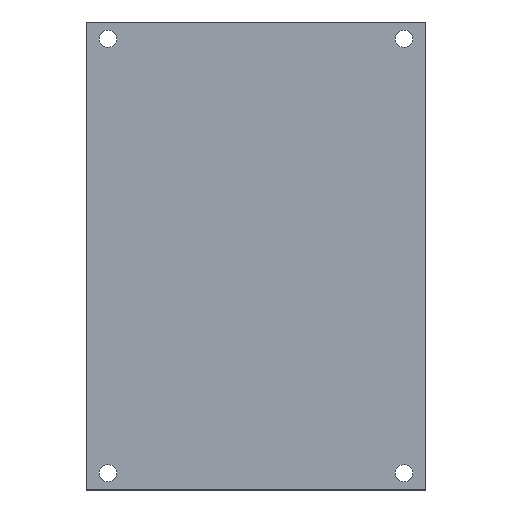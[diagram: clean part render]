
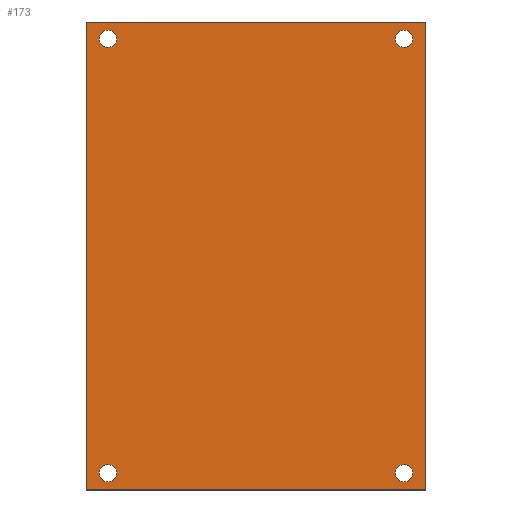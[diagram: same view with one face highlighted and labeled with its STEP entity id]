
A CAD part, top view. The second image highlights one B-rep face of the part: STEP entity #173.
In plain terms, the highlighted planar face has unit normal (0, 0, 1).
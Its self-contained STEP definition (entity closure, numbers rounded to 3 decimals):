
#1 = CARTESIAN_POINT ( 'NONE',  ( -54.1, 79.4, 2. ) ) ;
#2 = DIRECTION ( 'NONE',  ( 0., 0., 1. ) ) ;
#3 = DIRECTION ( 'NONE',  ( 1., 0., 0. ) ) ;
#4 = ORIENTED_EDGE ( 'NONE', *, *, #5, .F. ) ;
#5 = EDGE_CURVE ( 'NONE', #164, #162, #123, .T. ) ;
#6 = EDGE_LOOP ( 'NONE', ( #7, #175, #53, #48 ) ) ;
#7 = ORIENTED_EDGE ( 'NONE', *, *, #8, .T. ) ;
#8 = EDGE_CURVE ( 'NONE', #81, #163, #284, .T. ) ;
#9 = VERTEX_POINT ( 'NONE', #211 ) ;
#24 = EDGE_CURVE ( 'NONE', #104, #105, #209, .T. ) ;
#25 = EDGE_CURVE ( 'NONE', #163, #54, #205, .T. ) ;
#38 = EDGE_CURVE ( 'NONE', #98, #81, #275, .T. ) ;
#39 = ORIENTED_EDGE ( 'NONE', *, *, #117, .F. ) ;
#40 = EDGE_CURVE ( 'NONE', #119, #118, #271, .T. ) ;
#48 = ORIENTED_EDGE ( 'NONE', *, *, #38, .T. ) ;
#51 = EDGE_CURVE ( 'NONE', #52, #9, #256, .T. ) ;
#52 = VERTEX_POINT ( 'NONE', #311 ) ;
#53 = ORIENTED_EDGE ( 'NONE', *, *, #99, .T. ) ;
#54 = VERTEX_POINT ( 'NONE', #310 ) ;
#81 = VERTEX_POINT ( 'NONE', #365 ) ;
#92 = EDGE_CURVE ( 'NONE', #9, #52, #188, .T. ) ;
#97 = EDGE_LOOP ( 'NONE', ( #100, #101 ) ) ;
#98 = VERTEX_POINT ( 'NONE', #214 ) ;
#99 = EDGE_CURVE ( 'NONE', #54, #98, #213, .T. ) ;
#100 = ORIENTED_EDGE ( 'NONE', *, *, #51, .F. ) ;
#101 = ORIENTED_EDGE ( 'NONE', *, *, #92, .F. ) ;
#102 = EDGE_LOOP ( 'NONE', ( #39, #103 ) ) ;
#103 = ORIENTED_EDGE ( 'NONE', *, *, #40, .F. ) ;
#104 = VERTEX_POINT ( 'NONE', #341 ) ;
#105 = VERTEX_POINT ( 'NONE', #340 ) ;
#117 = EDGE_CURVE ( 'NONE', #118, #119, #321, .T. ) ;
#118 = VERTEX_POINT ( 'NONE', #313 ) ;
#119 = VERTEX_POINT ( 'NONE', #312 ) ;
#122 = AXIS2_PLACEMENT_3D ( 'NONE', #1, #2, #3 ) ;
#123 = CIRCLE ( 'NONE', #122, 3.175 ) ;
#147 = EDGE_LOOP ( 'NONE', ( #151, #4 ) ) ;
#149 = EDGE_LOOP ( 'NONE', ( #168, #169 ) ) ;
#151 = ORIENTED_EDGE ( 'NONE', *, *, #161, .F. ) ;
#161 = EDGE_CURVE ( 'NONE', #162, #164, #428, .T. ) ;
#162 = VERTEX_POINT ( 'NONE', #471 ) ;
#163 = VERTEX_POINT ( 'NONE', #470 ) ;
#164 = VERTEX_POINT ( 'NONE', #469 ) ;
#168 = ORIENTED_EDGE ( 'NONE', *, *, #24, .F. ) ;
#169 = ORIENTED_EDGE ( 'NONE', *, *, #170, .F. ) ;
#170 = EDGE_CURVE ( 'NONE', #105, #104, #467, .T. ) ;
#173 = ADVANCED_FACE ( 'NONE', ( #413, #498, #497, #496, #495 ), #494, .T. ) ;
#175 = ORIENTED_EDGE ( 'NONE', *, *, #25, .T. ) ;
#184 = DIRECTION ( 'NONE',  ( 1., 0., 0. ) ) ;
#185 = DIRECTION ( 'NONE',  ( 0., 0., 1. ) ) ;
#186 = CARTESIAN_POINT ( 'NONE',  ( 54.1, 79.4, 2. ) ) ;
#187 = AXIS2_PLACEMENT_3D ( 'NONE', #186, #185, #184 ) ;
#188 = CIRCLE ( 'NONE', #187, 3.175 ) ;
#202 = DIRECTION ( 'NONE',  ( 1., 0., 0. ) ) ;
#203 = VECTOR ( 'NONE', #202, 1000. ) ;
#204 = CARTESIAN_POINT ( 'NONE',  ( -62., -85.5, 2. ) ) ;
#205 = LINE ( 'NONE', #204, #203 ) ;
#206 = DIRECTION ( 'NONE',  ( 1., 0., 0. ) ) ;
#207 = DIRECTION ( 'NONE',  ( 0., 0., 1. ) ) ;
#208 = AXIS2_PLACEMENT_3D ( 'NONE', #374, #207, #206 ) ;
#209 = CIRCLE ( 'NONE', #208, 3.175 ) ;
#211 = CARTESIAN_POINT ( 'NONE',  ( 57.275, 79.4, 2. ) ) ;
#212 = CARTESIAN_POINT ( 'NONE',  ( 62., 85.5, 2. ) ) ;
#213 = LINE ( 'NONE', #212, #343 ) ;
#214 = CARTESIAN_POINT ( 'NONE',  ( 62., 85.5, 2. ) ) ;
#252 = DIRECTION ( 'NONE',  ( 1., 0., 0. ) ) ;
#253 = DIRECTION ( 'NONE',  ( 0., 0., 1. ) ) ;
#254 = CARTESIAN_POINT ( 'NONE',  ( 54.1, 79.4, 2. ) ) ;
#255 = AXIS2_PLACEMENT_3D ( 'NONE', #254, #253, #252 ) ;
#256 = CIRCLE ( 'NONE', #255, 3.175 ) ;
#267 = DIRECTION ( 'NONE',  ( 1., 0., 0. ) ) ;
#268 = DIRECTION ( 'NONE',  ( 0., 0., 1. ) ) ;
#269 = CARTESIAN_POINT ( 'NONE',  ( -54.1, -79.4, 2. ) ) ;
#270 = AXIS2_PLACEMENT_3D ( 'NONE', #269, #268, #267 ) ;
#271 = CIRCLE ( 'NONE', #270, 3.175 ) ;
#272 = DIRECTION ( 'NONE',  ( -1., 0., 0. ) ) ;
#273 = VECTOR ( 'NONE', #272, 1000. ) ;
#274 = CARTESIAN_POINT ( 'NONE',  ( -62., 85.5, 2. ) ) ;
#275 = LINE ( 'NONE', #274, #273 ) ;
#281 = DIRECTION ( 'NONE',  ( 0., -1., 0. ) ) ;
#282 = VECTOR ( 'NONE', #281, 1000. ) ;
#283 = CARTESIAN_POINT ( 'NONE',  ( -62., 85.5, 2. ) ) ;
#284 = LINE ( 'NONE', #283, #282 ) ;
#310 = CARTESIAN_POINT ( 'NONE',  ( 62., -85.5, 2. ) ) ;
#311 = CARTESIAN_POINT ( 'NONE',  ( 50.925, 79.4, 2. ) ) ;
#312 = CARTESIAN_POINT ( 'NONE',  ( -50.925, -79.4, 2. ) ) ;
#313 = CARTESIAN_POINT ( 'NONE',  ( -57.275, -79.4, 2. ) ) ;
#314 = DIRECTION ( 'NONE',  ( 1., 0., 0. ) ) ;
#315 = DIRECTION ( 'NONE',  ( 0., 0., 1. ) ) ;
#316 = CARTESIAN_POINT ( 'NONE',  ( -54.1, -79.4, 2. ) ) ;
#317 = AXIS2_PLACEMENT_3D ( 'NONE', #316, #315, #314 ) ;
#321 = CIRCLE ( 'NONE', #317, 3.175 ) ;
#340 = CARTESIAN_POINT ( 'NONE',  ( 57.275, -79.4, 2. ) ) ;
#341 = CARTESIAN_POINT ( 'NONE',  ( 50.925, -79.4, 2. ) ) ;
#342 = DIRECTION ( 'NONE',  ( 0., 1., 0. ) ) ;
#343 = VECTOR ( 'NONE', #342, 1000. ) ;
#365 = CARTESIAN_POINT ( 'NONE',  ( -62., 85.5, 2. ) ) ;
#374 = CARTESIAN_POINT ( 'NONE',  ( 54.1, -79.4, 2. ) ) ;
#413 = FACE_BOUND ( 'NONE', #149, .T. ) ;
#425 = DIRECTION ( 'NONE',  ( 0., 0., 1. ) ) ;
#426 = CARTESIAN_POINT ( 'NONE',  ( -54.1, 79.4, 2. ) ) ;
#427 = AXIS2_PLACEMENT_3D ( 'NONE', #426, #425, #472 ) ;
#428 = CIRCLE ( 'NONE', #427, 3.175 ) ;
#463 = DIRECTION ( 'NONE',  ( 1., 0., 0. ) ) ;
#464 = DIRECTION ( 'NONE',  ( 0., 0., 1. ) ) ;
#465 = CARTESIAN_POINT ( 'NONE',  ( 54.1, -79.4, 2. ) ) ;
#466 = AXIS2_PLACEMENT_3D ( 'NONE', #465, #464, #463 ) ;
#467 = CIRCLE ( 'NONE', #466, 3.175 ) ;
#469 = CARTESIAN_POINT ( 'NONE',  ( -50.925, 79.4, 2. ) ) ;
#470 = CARTESIAN_POINT ( 'NONE',  ( -62., -85.5, 2. ) ) ;
#471 = CARTESIAN_POINT ( 'NONE',  ( -57.275, 79.4, 2. ) ) ;
#472 = DIRECTION ( 'NONE',  ( 1., 0., 0. ) ) ;
#481 = DIRECTION ( 'NONE',  ( 1., 0., 0. ) ) ;
#482 = DIRECTION ( 'NONE',  ( 0., 0., 1. ) ) ;
#483 = CARTESIAN_POINT ( 'NONE',  ( -62., -85.5, 2. ) ) ;
#493 = AXIS2_PLACEMENT_3D ( 'NONE', #483, #482, #481 ) ;
#494 = PLANE ( 'NONE',  #493 ) ;
#495 = FACE_BOUND ( 'NONE', #97, .T. ) ;
#496 = FACE_BOUND ( 'NONE', #102, .T. ) ;
#497 = FACE_OUTER_BOUND ( 'NONE', #6, .T. ) ;
#498 = FACE_BOUND ( 'NONE', #147, .T. ) ;
